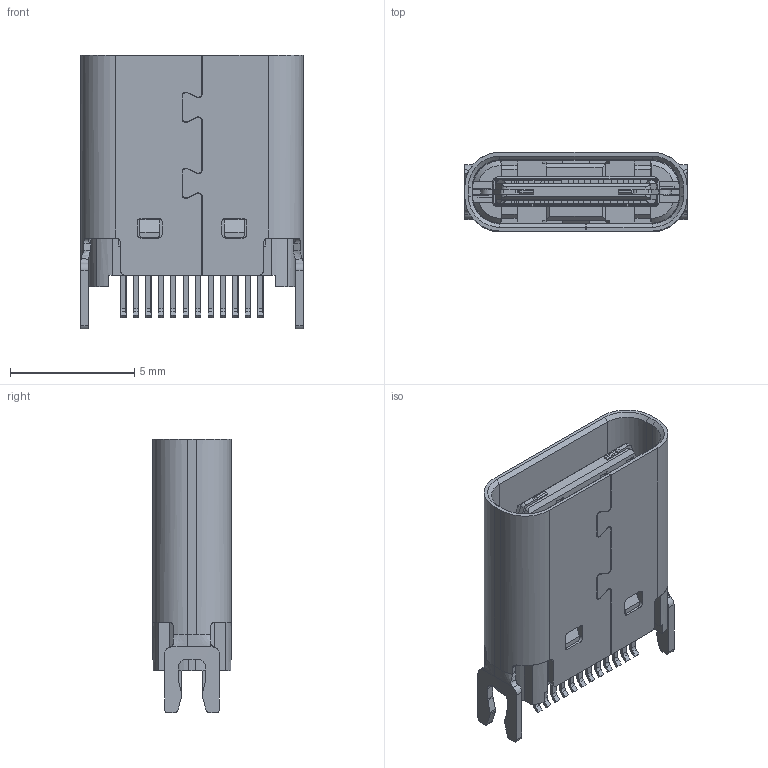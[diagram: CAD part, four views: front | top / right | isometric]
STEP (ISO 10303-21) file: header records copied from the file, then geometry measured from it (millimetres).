
FILE_DESCRIPTION(('CoCreate Modeling STEP Export'),'2;1');
FILE_NAME('014101020-054 C F 夹板式0.8短体.stp','2016-09-14T14:21:18',(''),(''),'CoCreate Modeling STEP processor for AP214 (Solid Model)','CoCreate Modeling 16.00 13-May-2008 (C) Parametric Technology GmbH','');
FILE_SCHEMA(('AUTOMOTIVE_DESIGN { 1 0 10303 214 1 1 1 1 }'));
Length unit declared in the file: millimetre
Products named in the file (170): MSBR; 11.stp; LAYER.14; 挂勾; 弹片.5.1.1; 铁壳.8; LAYER; LAYER.7; LAYER.8; LAYER.9; LAYER.6; LAYER.10; LAYER.1; LAYER.11; LAYER.15; LAYER.2; LAYER.5; LAYER.4; LAYER.3; LAYER.12; a1; 半成品.1; 半成品.1.1; 542DDD.1; a1.1; p20.1.2.1.2; C-DIP-SMT-5.27.1; CF3.1-DIP-SMT-5.27; 铁壳; MSBR.1.1.1.1; MSBR.1.1.1; 弹片.stp; MD件; 铁片; 0.8改后16.5.16夹板0.8; 01410X020-0XX_USB_C_F_夹板式0.8_.stp
Assembly tree (169 placements, depth 10):
  01410X020-0XX_USB_C_F_夹板式0.8_.stp
    0.8改后16.5.16夹板0.8
      挂勾
        铁片
          11.stp
            MSBR
        MD件
      弹片.stp
        MSBR.1.1.1
          MSBR.1.1.1.1
      铁壳
      CF3.1-DIP-SMT-5.27
        C-DIP-SMT-5.27.1
          半成品.1
            p20.1.2.1.2
            半成品.1
              a1.1
                LAYER.12
                  LAYER
                LAYER.3
                  LAYER
                LAYER.4
                  LAYER
                LAYER.5
                  LAYER
                LAYER.2
                  LAYER
                LAYER.15
                  LAYER
                LAYER.11
                  LAYER
                LAYER.1
                  LAYER
                LAYER.10
                  LAYER
                LAYER
                LAYER.6
                  LAYER
                LAYER.9
                  LAYER
                LAYER.8
                  LAYER
                LAYER.7
                  LAYER
              a1
                LAYER.12
                  LAYER
                LAYER.3
                  LAYER
                LAYER.4
                  LAYER
                LAYER.5
                  LAYER
                LAYER.2
                  LAYER
                LAYER.15
                  LAYER
                LAYER.11
                  LAYER
                LAYER.1
Bounding box: 8.94 x 3.17 x 11 mm (x, y, z)
Volume: 63.2 mm3; surface area: 797.8 mm2
Topology: 4 solids, 7 shells, 1368 faces, 3912 edges, 2552 vertices
Faces by surface type: plane 1059, cylinder 270, cone 24, bspline 15
Entity records: 50365 total; most frequent: CARTESIAN_POINT 8586, ORIENTED_EDGE 7806, DIRECTION 7156, EDGE_CURVE 3918, VECTOR 3194, LINE 3194, VERTEX_POINT 2554, AXIS2_PLACEMENT_3D 1981
